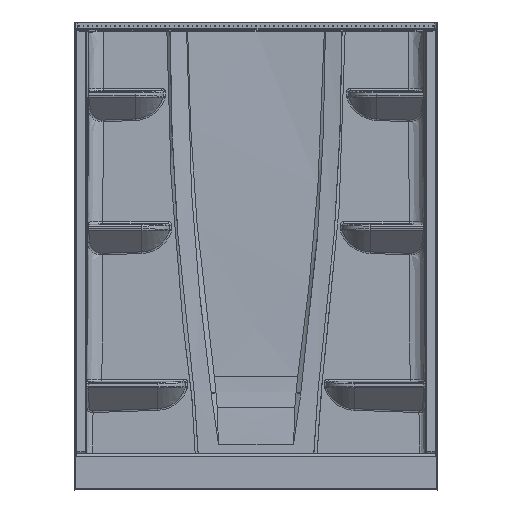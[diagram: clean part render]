
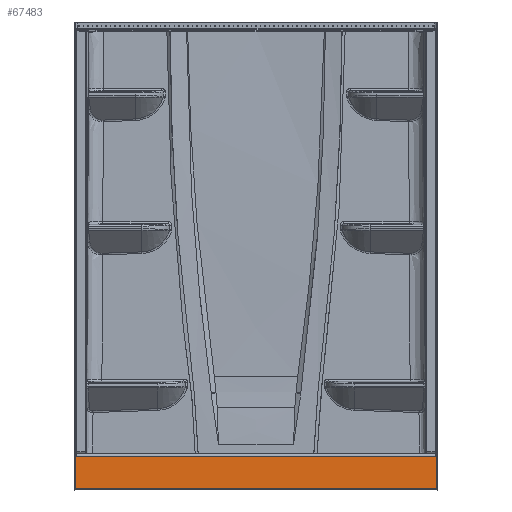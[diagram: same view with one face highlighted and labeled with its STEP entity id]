
A CAD part, top view. The second image highlights one B-rep face of the part: STEP entity #67483.
In plain terms, the highlighted planar face has unit normal (0, 0.018, 1).
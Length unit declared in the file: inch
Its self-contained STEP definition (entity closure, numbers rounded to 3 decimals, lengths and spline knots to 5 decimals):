
#125 = VECTOR ( 'NONE', #88346, 39.37008 ) ;
#225 = CARTESIAN_POINT ( 'NONE',  ( -8.4889, 6.36607, 15.88322 ) ) ;
#625 = DIRECTION ( 'NONE',  ( 0., -0.017, -1. ) ) ;
#2043 = EDGE_CURVE ( 'NONE', #54827, #22095, #13288, .T. ) ;
#3415 = VERTEX_POINT ( 'NONE', #36239 ) ;
#4136 = CARTESIAN_POINT ( 'NONE',  ( 51.42949, 5.40538, 15.89999 ) ) ;
#5837 = ORIENTED_EDGE ( 'NONE', *, *, #68292, .F. ) ;
#5903 = AXIS2_PLACEMENT_3D ( 'NONE', #83519, #625, #19402 ) ;
#8255 = CARTESIAN_POINT ( 'NONE',  ( -8.37399, 5.26359, 15.90246 ) ) ;
#10050 = B_SPLINE_CURVE_WITH_KNOTS ( 'NONE', 3,
 ( #101596, #83442, #40452, #68265, #19921, #21721, #20518, #50121, #93722, #94907, #4136, #85236, #96105, #13236 ),
 .UNSPECIFIED., .F., .F.,
 ( 4, 2, 2, 2, 2, 2, 4 ),
 ( -0.00002, 0.00357, 0.00716, 0.01075, 0.01164, 0.01254, 0.01433 ),
 .UNSPECIFIED. ) ;
#13236 = CARTESIAN_POINT ( 'NONE',  ( 51.44182, 5.48687, 15.89857 ) ) ;
#13288 = LINE ( 'NONE', #50171, #16610 ) ;
#16610 = VECTOR ( 'NONE', #22968, 39.37008 ) ;
#17154 = LINE ( 'NONE', #101783, #82988 ) ;
#17346 = CARTESIAN_POINT ( 'NONE',  ( -8.29491, 5.14681, 15.9045 ) ) ;
#17921 = ORIENTED_EDGE ( 'NONE', *, *, #66195, .F. ) ;
#18638 = ORIENTED_EDGE ( 'NONE', *, *, #112332, .F. ) ;
#18924 = DIRECTION ( 'NONE',  ( 0.052, 0.998, -0.017 ) ) ;
#19283 = VERTEX_POINT ( 'NONE', #28546 ) ;
#19402 = DIRECTION ( 'NONE',  ( 0., 1., -0.017 ) ) ;
#19913 = VERTEX_POINT ( 'NONE', #84371 ) ;
#19921 = CARTESIAN_POINT ( 'NONE',  ( 51.32253, 5.18455, 15.90384 ) ) ;
#20518 = CARTESIAN_POINT ( 'NONE',  ( 51.39494, 5.3049, 15.90174 ) ) ;
#21721 = CARTESIAN_POINT ( 'NONE',  ( 51.37299, 5.26359, 15.90246 ) ) ;
#22095 = VERTEX_POINT ( 'NONE', #225 ) ;
#22968 = DIRECTION ( 'NONE',  ( 0.999, 0.052, -0.001 ) ) ;
#24786 = DIRECTION ( 'NONE',  ( 0.052, -0.998, 0.017 ) ) ;
#25719 = DIRECTION ( 'NONE',  ( 0., 1., -0.017 ) ) ;
#26407 = VERTEX_POINT ( 'NONE', #59312 ) ;
#26999 = CARTESIAN_POINT ( 'NONE',  ( -8.39594, 5.3049, 15.90174 ) ) ;
#28546 = CARTESIAN_POINT ( 'NONE',  ( -8.50043, -0.33321, 16.00016 ) ) ;
#28934 = VECTOR ( 'NONE', #72205, 39.37008 ) ;
#30953 = ORIENTED_EDGE ( 'NONE', *, *, #57632, .F. ) ;
#31110 = ORIENTED_EDGE ( 'NONE', *, *, #61714, .F. ) ;
#34311 = CARTESIAN_POINT ( 'NONE',  ( -8.44158, 5.46313, 15.89898 ) ) ;
#34478 = CARTESIAN_POINT ( 'NONE',  ( 51.493, 6.3658, 15.88322 ) ) ;
#34792 = LINE ( 'NONE', #71667, #51848 ) ;
#34903 = CARTESIAN_POINT ( 'NONE',  ( -8.17239, 5.00373, 15.907 ) ) ;
#35326 = CARTESIAN_POINT ( 'NONE',  ( 51.49943, 5.00373, 15.907 ) ) ;
#35971 = ORIENTED_EDGE ( 'NONE', *, *, #77619, .F. ) ;
#36239 = CARTESIAN_POINT ( 'NONE',  ( 51.49943, -0.33321, 16.00016 ) ) ;
#39175 = CARTESIAN_POINT ( 'NONE',  ( -8.50043, 6.36547, 15.88323 ) ) ;
#40452 = CARTESIAN_POINT ( 'NONE',  ( 51.23408, 5.07408, 15.90577 ) ) ;
#42942 = EDGE_LOOP ( 'NONE', ( #17921, #30953, #5837, #31110, #78810, #35971, #74525, #64087, #74475, #18638 ) ) ;
#43208 = LINE ( 'NONE', #35326, #28934 ) ;
#43972 = CARTESIAN_POINT ( 'NONE',  ( -8.42064, 5.37137, 15.90058 ) ) ;
#45162 = CARTESIAN_POINT ( 'NONE',  ( -8.23508, 5.07408, 15.90577 ) ) ;
#45741 = CARTESIAN_POINT ( 'NONE',  ( -8.32353, 5.18455, 15.90384 ) ) ;
#48391 = FACE_OUTER_BOUND ( 'NONE', #42942, .T. ) ;
#48444 = CARTESIAN_POINT ( 'NONE',  ( 51.49943, 6.36547, 15.88323 ) ) ;
#50121 = CARTESIAN_POINT ( 'NONE',  ( 51.41579, 5.36011, 15.90078 ) ) ;
#50171 = CARTESIAN_POINT ( 'NONE',  ( -8.36917, 6.37235, 15.88311 ) ) ;
#51848 = VECTOR ( 'NONE', #25719, 39.37008 ) ;
#53220 = CARTESIAN_POINT ( 'NONE',  ( -8.50043, -0.33321, 16.00016 ) ) ;
#54022 = DIRECTION ( 'NONE',  ( -1., 0., 0. ) ) ;
#54827 = VERTEX_POINT ( 'NONE', #39175 ) ;
#57632 = EDGE_CURVE ( 'NONE', #68794, #80918, #80465, .T. ) ;
#59312 = CARTESIAN_POINT ( 'NONE',  ( -8.17239, 5.00373, 15.907 ) ) ;
#61714 = EDGE_CURVE ( 'NONE', #118101, #19913, #10050, .T. ) ;
#62257 = LINE ( 'NONE', #70146, #83223 ) ;
#63303 = CARTESIAN_POINT ( 'NONE',  ( -8.43819, 5.43982, 15.89939 ) ) ;
#63347 = EDGE_CURVE ( 'NONE', #19283, #54827, #34792, .T. ) ;
#64087 = ORIENTED_EDGE ( 'NONE', *, *, #2043, .F. ) ;
#64189 = PLANE ( 'NONE',  #5903 ) ;
#66195 = EDGE_CURVE ( 'NONE', #80918, #3415, #43208, .T. ) ;
#67483 = ADVANCED_FACE ( 'NONE', ( #48391 ), #64189, .F. ) ;
#68265 = CARTESIAN_POINT ( 'NONE',  ( 51.29391, 5.14681, 15.9045 ) ) ;
#68292 = EDGE_CURVE ( 'NONE', #19913, #68794, #17154, .T. ) ;
#68611 = CARTESIAN_POINT ( 'NONE',  ( 51.17139, 5.00373, 15.907 ) ) ;
#68794 = VERTEX_POINT ( 'NONE', #101212 ) ;
#70146 = CARTESIAN_POINT ( 'NONE',  ( -8.39445, 4.56393, 15.91468 ) ) ;
#71660 = VECTOR ( 'NONE', #90146, 39.37008 ) ;
#71667 = CARTESIAN_POINT ( 'NONE',  ( -8.50043, 5.00373, 15.907 ) ) ;
#72205 = DIRECTION ( 'NONE',  ( 0., -1., 0.017 ) ) ;
#72982 = CARTESIAN_POINT ( 'NONE',  ( -8.44282, 5.48687, 15.89857 ) ) ;
#74475 = ORIENTED_EDGE ( 'NONE', *, *, #63347, .F. ) ;
#74525 = ORIENTED_EDGE ( 'NONE', *, *, #110798, .F. ) ;
#77619 = EDGE_CURVE ( 'NONE', #103516, #26407, #91991, .T. ) ;
#78810 = ORIENTED_EDGE ( 'NONE', *, *, #119216, .T. ) ;
#80465 = LINE ( 'NONE', #34478, #125 ) ;
#80878 = CARTESIAN_POINT ( 'NONE',  ( -8.41679, 5.36011, 15.90078 ) ) ;
#80918 = VERTEX_POINT ( 'NONE', #48444 ) ;
#81464 = CARTESIAN_POINT ( 'NONE',  ( -8.42748, 5.39399, 15.90019 ) ) ;
#82988 = VECTOR ( 'NONE', #18924, 39.37008 ) ;
#83223 = VECTOR ( 'NONE', #24786, 39.37008 ) ;
#83442 = CARTESIAN_POINT ( 'NONE',  ( 51.20272, 5.03888, 15.90639 ) ) ;
#83519 = CARTESIAN_POINT ( 'NONE',  ( 0., 5.00373, 15.907 ) ) ;
#84371 = CARTESIAN_POINT ( 'NONE',  ( 51.44182, 5.48687, 15.89857 ) ) ;
#85236 = CARTESIAN_POINT ( 'NONE',  ( 51.43719, 5.43982, 15.89939 ) ) ;
#88346 = DIRECTION ( 'NONE',  ( 0.999, -0.052, 0.001 ) ) ;
#89777 = LINE ( 'NONE', #99418, #118680 ) ;
#90146 = DIRECTION ( 'NONE',  ( -1., 0., 0. ) ) ;
#91991 = B_SPLINE_CURVE_WITH_KNOTS ( 'NONE', 3,
 ( #72982, #34311, #63303, #108057, #81464, #43972, #80878, #26999, #8255, #45741, #17346, #45162, #117723, #34903 ),
 .UNSPECIFIED., .F., .F.,
 ( 4, 2, 2, 2, 2, 2, 4 ),
 ( 0., 0.00179, 0.00269, 0.00359, 0.00717, 0.01076, 0.01434 ),
 .UNSPECIFIED. ) ;
#93722 = CARTESIAN_POINT ( 'NONE',  ( 51.41964, 5.37137, 15.90058 ) ) ;
#94907 = CARTESIAN_POINT ( 'NONE',  ( 51.42648, 5.39399, 15.90019 ) ) ;
#95569 = CARTESIAN_POINT ( 'NONE',  ( -8.44282, 5.48687, 15.89857 ) ) ;
#96105 = CARTESIAN_POINT ( 'NONE',  ( 51.44058, 5.46313, 15.89898 ) ) ;
#99418 = CARTESIAN_POINT ( 'NONE',  ( 0., 5.00373, 15.907 ) ) ;
#101212 = CARTESIAN_POINT ( 'NONE',  ( 51.4879, 6.36607, 15.88322 ) ) ;
#101596 = CARTESIAN_POINT ( 'NONE',  ( 51.17139, 5.00373, 15.907 ) ) ;
#101783 = CARTESIAN_POINT ( 'NONE',  ( 51.27571, 2.3173, 15.95389 ) ) ;
#103516 = VERTEX_POINT ( 'NONE', #95569 ) ;
#108057 = CARTESIAN_POINT ( 'NONE',  ( -8.43049, 5.40538, 15.89999 ) ) ;
#110798 = EDGE_CURVE ( 'NONE', #22095, #103516, #62257, .T. ) ;
#112332 = EDGE_CURVE ( 'NONE', #3415, #19283, #118502, .T. ) ;
#117723 = CARTESIAN_POINT ( 'NONE',  ( -8.20369, 5.03885, 15.90639 ) ) ;
#118101 = VERTEX_POINT ( 'NONE', #68611 ) ;
#118502 = LINE ( 'NONE', #53220, #71660 ) ;
#118680 = VECTOR ( 'NONE', #54022, 39.37008 ) ;
#119216 = EDGE_CURVE ( 'NONE', #118101, #26407, #89777, .T. ) ;
